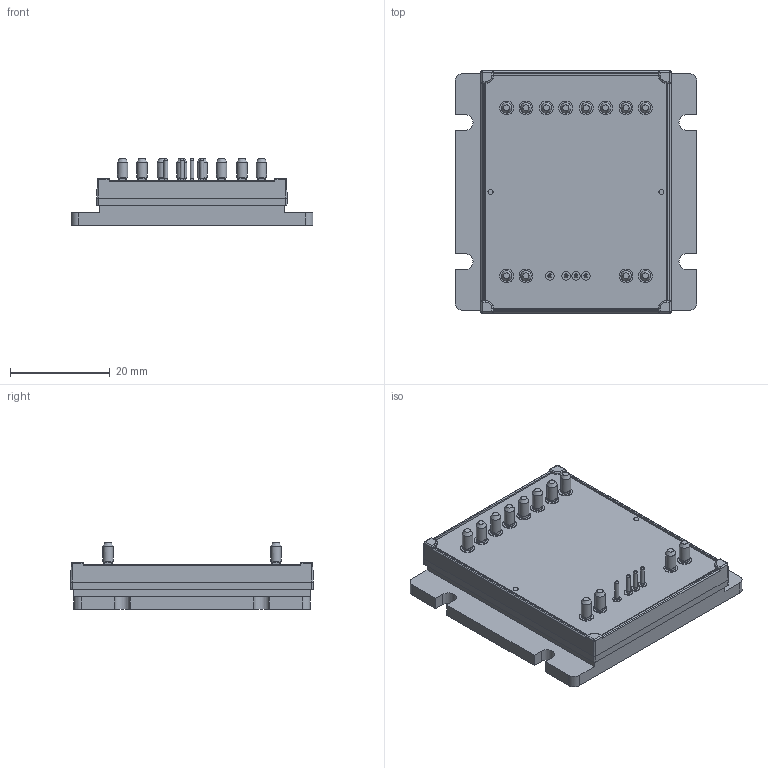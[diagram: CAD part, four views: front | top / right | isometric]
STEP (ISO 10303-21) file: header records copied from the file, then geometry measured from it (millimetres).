
FILE_DESCRIPTION (( 'STEP AP214' ), '1' );
FILE_NAME ('36377.STEP', '2010-10-14T20:45:50', ( 'Vicor Employee' ), ( 'Vicor Corporation' ), 'SwSTEP 2.0', 'SolidWorks 2010', '' );
FILE_SCHEMA (( 'AUTOMOTIVE_DESIGN' ));
Length unit declared in the file: inch
Products named in the file (1): 36377
Bounding box: 48.61 x 48.7 x 13.42 mm (x, y, z)
Surface area: 7512.8 mm2 (no closed solid volume)
Topology: 0 solids, 21 shells, 342 faces, 1080 edges, 684 vertices
Faces by surface type: plane 240, cylinder 74, cone 20, bspline 8
Full cylindrical faces by diameter (mm): 0.787 x4, 1.016 x2, 1.702 x4, 2.057 x12, 2.794 x12
Entity records: 16133 total; most frequent: CARTESIAN_POINT 3257, DIRECTION 1636, ORIENTED_EDGE 1528, EDGE_CURVE 1010, VERTEX_POINT 664, VECTOR 574, LINE 574, AXIS2_PLACEMENT_3D 531
